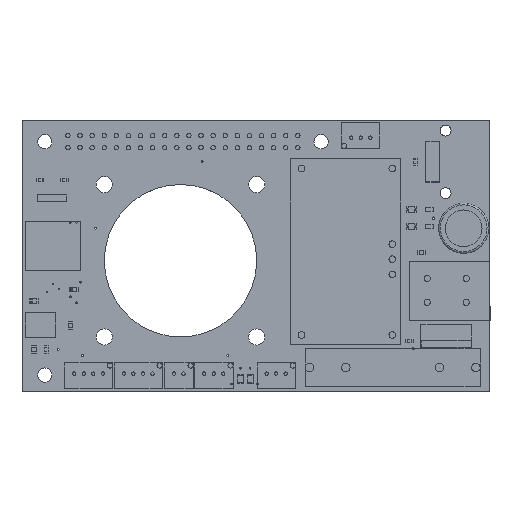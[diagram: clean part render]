
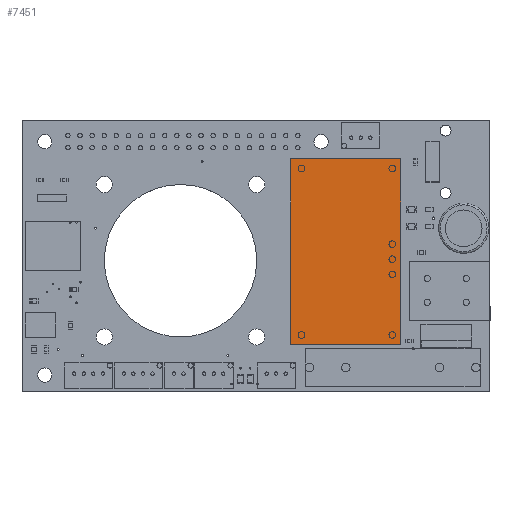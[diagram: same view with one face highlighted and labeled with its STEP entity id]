
A CAD part, top view. The second image highlights one B-rep face of the part: STEP entity #7451.
In plain terms, the highlighted planar face has unit normal (0, 0, 1).
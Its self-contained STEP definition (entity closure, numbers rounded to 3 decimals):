
#646=PLANE('',#8422);
#1024=FACE_OUTER_BOUND('',#1652,.T.);
#1652=EDGE_LOOP('',(#6381,#6382,#6383,#6384));
#2161=LINE('',#12331,#2750);
#2164=LINE('',#12337,#2753);
#2167=LINE('',#12343,#2756);
#2170=LINE('',#12347,#2759);
#2750=VECTOR('',#10332,10.);
#2753=VECTOR('',#10337,10.);
#2756=VECTOR('',#10342,10.);
#2759=VECTOR('',#10347,10.);
#3754=VERTEX_POINT('',#12328);
#3755=VERTEX_POINT('',#12330);
#3757=VERTEX_POINT('',#12336);
#3759=VERTEX_POINT('',#12342);
#4641=EDGE_CURVE('',#3755,#3754,#2161,.T.);
#4644=EDGE_CURVE('',#3757,#3755,#2164,.T.);
#4647=EDGE_CURVE('',#3759,#3757,#2167,.T.);
#4650=EDGE_CURVE('',#3754,#3759,#2170,.T.);
#6381=ORIENTED_EDGE('',*,*,#4650,.T.);
#6382=ORIENTED_EDGE('',*,*,#4647,.T.);
#6383=ORIENTED_EDGE('',*,*,#4644,.T.);
#6384=ORIENTED_EDGE('',*,*,#4641,.T.);
#7451=ADVANCED_FACE('',(#1024),#646,.T.);
#8422=AXIS2_PLACEMENT_3D('',#12348,#10348,#10349);
#10332=DIRECTION('',(-1.,0.,0.));
#10337=DIRECTION('',(0.,1.,0.));
#10342=DIRECTION('',(1.,0.,0.));
#10347=DIRECTION('',(0.,-1.,0.));
#10348=DIRECTION('center_axis',(0.,0.,1.));
#10349=DIRECTION('ref_axis',(1.,0.,0.));
#12328=CARTESIAN_POINT('',(0.,23.114,0.1));
#12330=CARTESIAN_POINT('',(38.989,23.114,0.1));
#12331=CARTESIAN_POINT('',(38.989,23.114,0.1));
#12336=CARTESIAN_POINT('',(38.989,0.,0.1));
#12337=CARTESIAN_POINT('',(38.989,0.,0.1));
#12342=CARTESIAN_POINT('',(0.,0.,0.1));
#12343=CARTESIAN_POINT('',(0.,0.,0.1));
#12347=CARTESIAN_POINT('',(0.,23.114,0.1));
#12348=CARTESIAN_POINT('Origin',(19.495,11.557,0.1));
